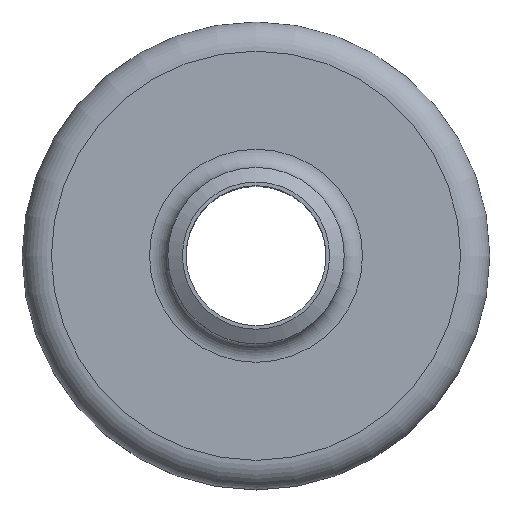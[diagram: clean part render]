
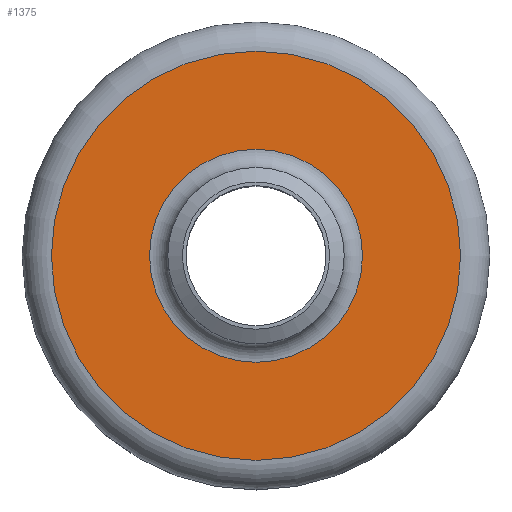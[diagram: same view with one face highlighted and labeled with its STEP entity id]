
A CAD part, top view. The second image highlights one B-rep face of the part: STEP entity #1375.
In plain terms, the highlighted planar face has unit normal (0, 0, 1).
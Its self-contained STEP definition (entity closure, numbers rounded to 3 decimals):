
#331=PLANE('',#1502);
#434=ORIENTED_EDGE('',*,*,#776,.T.);
#435=ORIENTED_EDGE('',*,*,#775,.F.);
#775=EDGE_CURVE('',#953,#953,#1083,.T.);
#776=EDGE_CURVE('',#954,#954,#1084,.T.);
#953=VERTEX_POINT('',#2044);
#954=VERTEX_POINT('',#2047);
#1083=CIRCLE('',#1501,56.);
#1084=CIRCLE('',#1503,29.15);
#1132=EDGE_LOOP('',(#434));
#1133=EDGE_LOOP('',(#435));
#1264=FACE_BOUND('',#1132,.T.);
#1265=FACE_BOUND('',#1133,.T.);
#1375=ADVANCED_FACE('',(#1264,#1265),#331,.T.);
#1501=AXIS2_PLACEMENT_3D('',#2043,#1665,#1666);
#1502=AXIS2_PLACEMENT_3D('',#2045,#1667,#1668);
#1503=AXIS2_PLACEMENT_3D('',#2046,#1669,#1670);
#1665=DIRECTION('',(0.,0.,-1.));
#1666=DIRECTION('',(-1.,0.,0.));
#1667=DIRECTION('',(0.,0.,1.));
#1668=DIRECTION('',(1.,0.,0.));
#1669=DIRECTION('',(0.,0.,-1.));
#1670=DIRECTION('',(-1.,0.,0.));
#2043=CARTESIAN_POINT('',(0.,0.,-18.333));
#2044=CARTESIAN_POINT('',(-56.,0.,-18.333));
#2045=CARTESIAN_POINT('',(0.,56.,-18.333));
#2046=CARTESIAN_POINT('',(0.,0.,-18.333));
#2047=CARTESIAN_POINT('',(-29.15,0.,-18.333));
